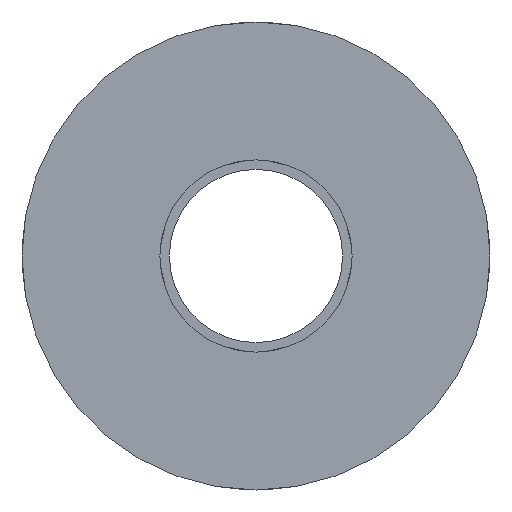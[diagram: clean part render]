
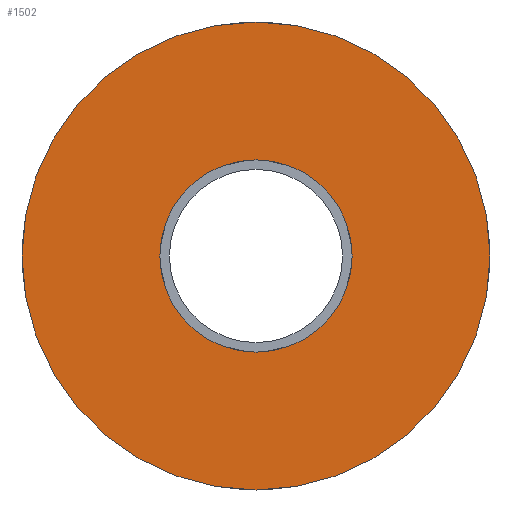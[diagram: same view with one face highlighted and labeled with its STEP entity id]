
A CAD part, front view. The second image highlights one B-rep face of the part: STEP entity #1502.
In plain terms, the highlighted planar face has unit normal (0, -1, 0).
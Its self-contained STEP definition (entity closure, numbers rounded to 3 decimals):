
#22 = CARTESIAN_POINT ( 'NONE',  ( 0., -10., 0. ) ) ;
#29 = VERTEX_POINT ( 'NONE', #951 ) ;
#58 = FACE_OUTER_BOUND ( 'NONE', #834, .T. ) ;
#136 = DIRECTION ( 'NONE',  ( 0., 0., -1. ) ) ;
#141 = CARTESIAN_POINT ( 'NONE',  ( 0., -10., -36.5 ) ) ;
#178 = ORIENTED_EDGE ( 'NONE', *, *, #761, .F. ) ;
#257 = CARTESIAN_POINT ( 'NONE',  ( 0., -10., -15. ) ) ;
#275 = FACE_BOUND ( 'NONE', #440, .T. ) ;
#338 = AXIS2_PLACEMENT_3D ( 'NONE', #504, #864, #136 ) ;
#341 = CARTESIAN_POINT ( 'NONE',  ( 0., -10., 0. ) ) ;
#358 = DIRECTION ( 'NONE',  ( 0., -1., 0. ) ) ;
#379 = EDGE_CURVE ( 'NONE', #1189, #29, #1532, .T. ) ;
#381 = DIRECTION ( 'NONE',  ( 0., 0., -1. ) ) ;
#430 = EDGE_CURVE ( 'NONE', #29, #1189, #1257, .T. ) ;
#440 = EDGE_LOOP ( 'NONE', ( #178, #773 ) ) ;
#461 = PLANE ( 'NONE',  #742 ) ;
#470 = AXIS2_PLACEMENT_3D ( 'NONE', #341, #1307, #596 ) ;
#475 = CIRCLE ( 'NONE', #338, 15. ) ;
#504 = CARTESIAN_POINT ( 'NONE',  ( 0., -10., 0. ) ) ;
#596 = DIRECTION ( 'NONE',  ( 0., 0., -1. ) ) ;
#610 = CARTESIAN_POINT ( 'NONE',  ( 0., -10., 0. ) ) ;
#616 = DIRECTION ( 'NONE',  ( 0., -1., 0. ) ) ;
#639 = AXIS2_PLACEMENT_3D ( 'NONE', #1534, #358, #695 ) ;
#695 = DIRECTION ( 'NONE',  ( 0., 0., -1. ) ) ;
#715 = CIRCLE ( 'NONE', #904, 15. ) ;
#742 = AXIS2_PLACEMENT_3D ( 'NONE', #22, #616, #881 ) ;
#761 = EDGE_CURVE ( 'NONE', #1204, #1166, #475, .T. ) ;
#773 = ORIENTED_EDGE ( 'NONE', *, *, #1507, .F. ) ;
#834 = EDGE_LOOP ( 'NONE', ( #1230, #1150 ) ) ;
#864 = DIRECTION ( 'NONE',  ( 0., -1., 0. ) ) ;
#881 = DIRECTION ( 'NONE',  ( 0., 0., -1. ) ) ;
#904 = AXIS2_PLACEMENT_3D ( 'NONE', #610, #1444, #381 ) ;
#951 = CARTESIAN_POINT ( 'NONE',  ( 0., -10., 36.5 ) ) ;
#1150 = ORIENTED_EDGE ( 'NONE', *, *, #379, .T. ) ;
#1166 = VERTEX_POINT ( 'NONE', #1439 ) ;
#1189 = VERTEX_POINT ( 'NONE', #141 ) ;
#1204 = VERTEX_POINT ( 'NONE', #257 ) ;
#1230 = ORIENTED_EDGE ( 'NONE', *, *, #430, .T. ) ;
#1257 = CIRCLE ( 'NONE', #470, 36.5 ) ;
#1307 = DIRECTION ( 'NONE',  ( 0., -1., 0. ) ) ;
#1439 = CARTESIAN_POINT ( 'NONE',  ( 0., -10., 15. ) ) ;
#1444 = DIRECTION ( 'NONE',  ( 0., -1., 0. ) ) ;
#1502 = ADVANCED_FACE ( 'NONE', ( #275, #58 ), #461, .T. ) ;
#1507 = EDGE_CURVE ( 'NONE', #1166, #1204, #715, .T. ) ;
#1532 = CIRCLE ( 'NONE', #639, 36.5 ) ;
#1534 = CARTESIAN_POINT ( 'NONE',  ( 0., -10., 0. ) ) ;
